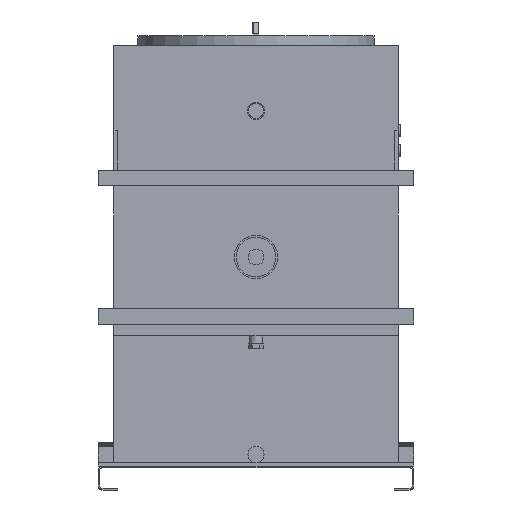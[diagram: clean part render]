
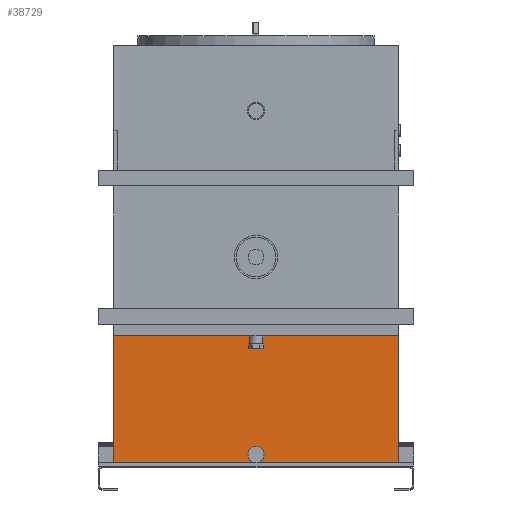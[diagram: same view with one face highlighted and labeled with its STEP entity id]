
A CAD part, left-side view. The second image highlights one B-rep face of the part: STEP entity #38729.
In plain terms, the highlighted planar face has unit normal (-1, 0, 0).
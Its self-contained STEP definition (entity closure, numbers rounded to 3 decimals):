
#17843=VERTEX_POINT('',#48091);
#18833=EDGE_CURVE('',#23651,#39355,#49195,.T.);
#20929=VERTEX_POINT('',#51488);
#22135=EDGE_CURVE('',#17843,#37829,#52796,.T.);
#23651=VERTEX_POINT('',#54447);
#24651=VERTEX_POINT('',#55548);
#29021=EDGE_CURVE('',#39355,#37829,#60349,.T.);
#30497=EDGE_CURVE('',#24651,#20929,#61972,.T.);
#36255=EDGE_CURVE('',#23651,#17843,#68280,.T.);
#37829=VERTEX_POINT('',#70017);
#38729=ADVANCED_FACE('',(#71016,#71017),#71018,.F.);
#39355=VERTEX_POINT('',#71705);
#43193=EDGE_CURVE('',#20929,#24651,#75903,.T.);
#48091=CARTESIAN_POINT('',(30.0,360.0,390.0));
#49195=LINE('',#83984,#83985);
#51488=CARTESIAN_POINT('',(30.0,0.0,71.5));
#52796=LINE('',#89176,#89177);
#54447=CARTESIAN_POINT('',(30.0,-360.0,390.0));
#55548=CARTESIAN_POINT('',(30.0,0.,108.5));
#60349=LINE('',#100395,#100396);
#61972=CIRCLE('',#102695,18.5);
#68280=LINE('',#111939,#111940);
#70017=CARTESIAN_POINT('',(30.0,360.0,70.0));
#71016=FACE_BOUND('',#115879,.T.);
#71017=FACE_OUTER_BOUND('',#115880,.T.);
#71018=PLANE('',#115881);
#71705=CARTESIAN_POINT('',(30.0,-360.0,70.0));
#75903=CIRCLE('',#122981,18.5);
#83984=CARTESIAN_POINT('',(30.0,-360.0,597.5));
#83985=VECTOR('',#130783,1.0);
#89176=CARTESIAN_POINT('',(30.0,360.0,597.5));
#89177=VECTOR('',#134178,1.0);
#100395=CARTESIAN_POINT('',(30.0,0.0,70.0));
#100396=VECTOR('',#141924,1.0);
#102695=AXIS2_PLACEMENT_3D('',#143674,#143675,#143676);
#111939=CARTESIAN_POINT('',(30.0,0.0,390.0));
#111940=VECTOR('',#150140,1.0);
#115879=EDGE_LOOP('',(#153412,#153413));
#115880=EDGE_LOOP('',(#153414,#153415,#153416,#153417));
#115881=AXIS2_PLACEMENT_3D('',#153418,#153419,#153420);
#122981=AXIS2_PLACEMENT_3D('',#158358,#158359,#158360);
#130783=DIRECTION('',(0.0,0.0,-1.0));
#134178=DIRECTION('',(0.0,0.0,-1.0));
#141924=DIRECTION('',(0.0,1.0,0.0));
#143674=CARTESIAN_POINT('',(30.0,0.0,90.0));
#143675=DIRECTION('',(1.0,0.0,0.0));
#143676=DIRECTION('',(0.0,0.0,-1.0));
#150140=DIRECTION('',(0.0,1.0,0.0));
#153412=ORIENTED_EDGE('',*,*,#43193,.T.);
#153413=ORIENTED_EDGE('',*,*,#30497,.T.);
#153414=ORIENTED_EDGE('',*,*,#36255,.T.);
#153415=ORIENTED_EDGE('',*,*,#22135,.T.);
#153416=ORIENTED_EDGE('',*,*,#29021,.F.);
#153417=ORIENTED_EDGE('',*,*,#18833,.F.);
#153418=CARTESIAN_POINT('',(30.0,0.0,597.5));
#153419=DIRECTION('',(1.0,0.0,-0.0));
#153420=DIRECTION('',(0.0,0.0,1.0));
#158358=CARTESIAN_POINT('',(30.0,0.0,90.0));
#158359=DIRECTION('',(1.0,0.0,0.0));
#158360=DIRECTION('',(0.0,0.0,-1.0));
